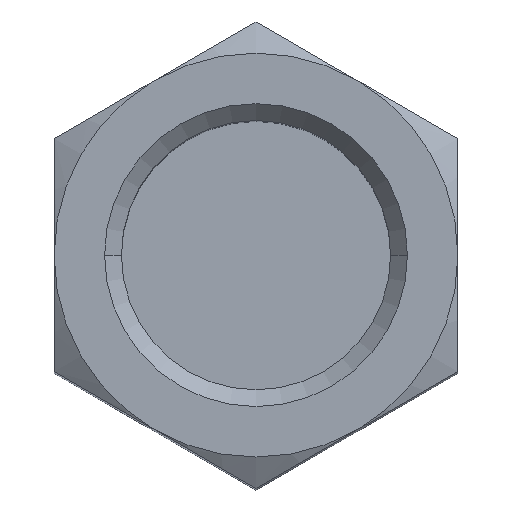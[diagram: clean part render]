
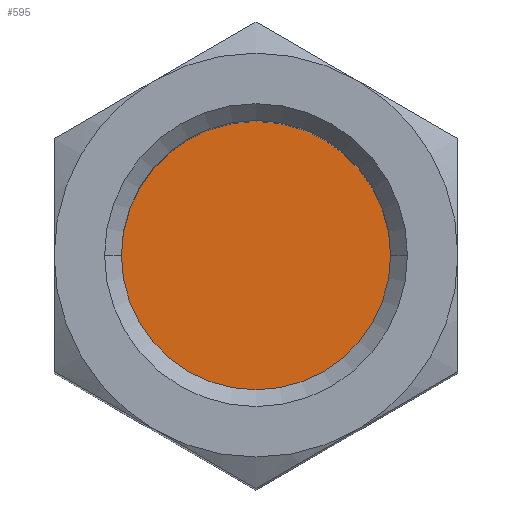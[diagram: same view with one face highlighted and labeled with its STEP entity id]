
A CAD part, top view. The second image highlights one B-rep face of the part: STEP entity #595.
In plain terms, the highlighted planar face has unit normal (0, 0, 1).
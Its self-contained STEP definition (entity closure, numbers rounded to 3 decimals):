
#16 = CARTESIAN_POINT ( 'NONE',  ( 0., 0., 35. ) ) ;
#24 = DIRECTION ( 'NONE',  ( 1., 0., 0. ) ) ;
#120 = DIRECTION ( 'NONE',  ( 0., 0., 1. ) ) ;
#145 = CARTESIAN_POINT ( 'NONE',  ( 10., 0., 35. ) ) ;
#189 = EDGE_CURVE ( 'NONE', #1121, #451, #1149, .T. ) ;
#204 = AXIS2_PLACEMENT_3D ( 'NONE', #303, #736, #467 ) ;
#215 = EDGE_CURVE ( 'NONE', #451, #1121, #868, .T. ) ;
#303 = CARTESIAN_POINT ( 'NONE',  ( 0., 0., 35. ) ) ;
#404 = FACE_OUTER_BOUND ( 'NONE', #838, .T. ) ;
#449 = ORIENTED_EDGE ( 'NONE', *, *, #189, .T. ) ;
#451 = VERTEX_POINT ( 'NONE', #145 ) ;
#467 = DIRECTION ( 'NONE',  ( 1., 0., 0. ) ) ;
#482 = PLANE ( 'NONE',  #1057 ) ;
#487 = DIRECTION ( 'NONE',  ( 1., 0., 0. ) ) ;
#580 = CARTESIAN_POINT ( 'NONE',  ( 0., 0., 35. ) ) ;
#595 = ADVANCED_FACE ( 'NONE', ( #404 ), #482, .T. ) ;
#691 = CARTESIAN_POINT ( 'NONE',  ( -10., 0., 35. ) ) ;
#736 = DIRECTION ( 'NONE',  ( 0., 0., 1. ) ) ;
#826 = DIRECTION ( 'NONE',  ( 0., 0., 1. ) ) ;
#838 = EDGE_LOOP ( 'NONE', ( #1125, #449 ) ) ;
#868 = CIRCLE ( 'NONE', #1017, 10. ) ;
#1017 = AXIS2_PLACEMENT_3D ( 'NONE', #16, #826, #24 ) ;
#1057 = AXIS2_PLACEMENT_3D ( 'NONE', #580, #120, #487 ) ;
#1121 = VERTEX_POINT ( 'NONE', #691 ) ;
#1125 = ORIENTED_EDGE ( 'NONE', *, *, #215, .T. ) ;
#1149 = CIRCLE ( 'NONE', #204, 10. ) ;
